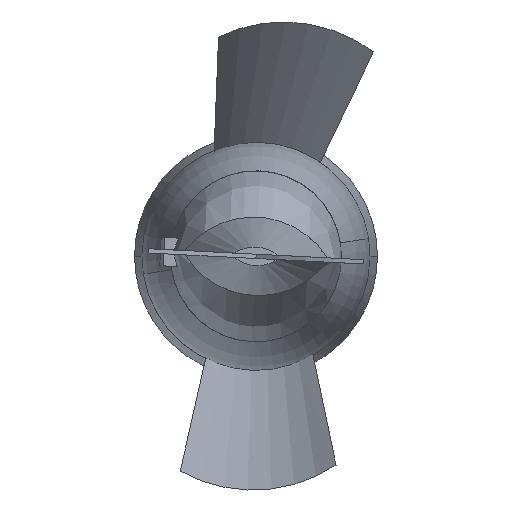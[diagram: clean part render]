
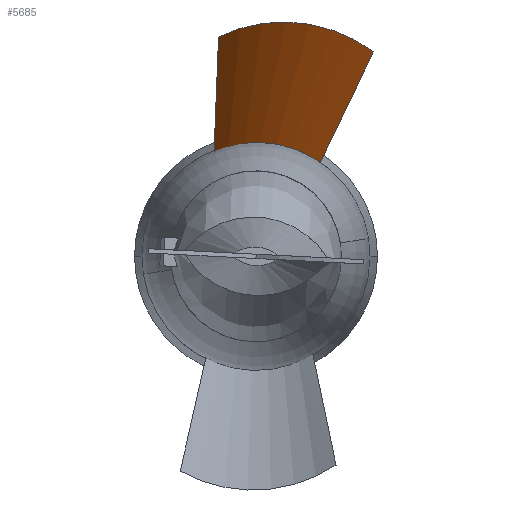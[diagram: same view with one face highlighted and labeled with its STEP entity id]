
A CAD part, left-side view. The second image highlights one B-rep face of the part: STEP entity #5685.
In plain terms, the highlighted free-form (B-spline) face has degree [3, 1] with [11, 2] control points.
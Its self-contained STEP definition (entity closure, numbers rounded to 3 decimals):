
#1 = AXIS2_PLACEMENT_3D ( 'NONE', #2681, #5166, #7641 ) ;
#38 = CARTESIAN_POINT ( 'NONE',  ( -4.059, -40.819, 110. ) ) ;
#82 = ORIENTED_EDGE ( 'NONE', *, *, #5383, .T. ) ;
#269 = CARTESIAN_POINT ( 'NONE',  ( -4.904, 34.114, 0. ) ) ;
#354 = CARTESIAN_POINT ( 'NONE',  ( 0., -32.281, 0. ) ) ;
#393 = CARTESIAN_POINT ( 'NONE',  ( -10.423, 15.112, 0. ) ) ;
#481 = CARTESIAN_POINT ( 'NONE',  ( -4.904, -23.676, 0. ) ) ;
#572 = VERTEX_POINT ( 'NONE', #1509 ) ;
#660 = ORIENTED_EDGE ( 'NONE', *, *, #5087, .T. ) ;
#914 = ORIENTED_EDGE ( 'NONE', *, *, #6878, .F. ) ;
#1010 = CARTESIAN_POINT ( 'NONE',  ( -8.34, -14.372, 0. ) ) ;
#1011 = CARTESIAN_POINT ( 'NONE',  ( -4.059, 51.391, 110. ) ) ;
#1375 = CARTESIAN_POINT ( 'NONE',  ( -15.451, 47.566, 220. ) ) ;
#1499 = CARTESIAN_POINT ( 'NONE',  ( -1.767, 39.934, 0. ) ) ;
#1502 = CARTESIAN_POINT ( 'NONE',  ( 0., 42.719, 0. ) ) ;
#1509 = CARTESIAN_POINT ( 'NONE',  ( -8.118, 60.063, 220. ) ) ;
#1537 = CARTESIAN_POINT ( 'NONE',  ( -15.451, -36.86, 220. ) ) ;
#1770 = EDGE_LOOP ( 'NONE', ( #82, #660, #6713, #914 ) ) ;
#1880 = CARTESIAN_POINT ( 'NONE',  ( 0., -32.281, 0. ) ) ;
#2093 = CARTESIAN_POINT ( 'NONE',  ( 0., 42.719, 0. ) ) ;
#2142 = CARTESIAN_POINT ( 'NONE',  ( -20.587, -23.289, 220. ) ) ;
#2186 = VERTEX_POINT ( 'NONE', #1502 ) ;
#2451 = VERTEX_POINT ( 'NONE', #1880 ) ;
#2519 = DIRECTION ( 'NONE',  ( -0.037, -0.077, 0.996 ) ) ;
#2681 = CARTESIAN_POINT ( 'NONE',  ( 75.588, 5.353, 220. ) ) ;
#2709 = CARTESIAN_POINT ( 'NONE',  ( 59.108, 5.219, 0. ) ) ;
#3082 = AXIS2_PLACEMENT_3D ( 'NONE', #2709, #5195, #7671 ) ;
#3584 = B_SPLINE_SURFACE_WITH_KNOTS ( 'NONE', 3, 1, ( 
 ( #2093, #6929 ),
 ( #1499, #5831 ),
 ( #269, #1375 ),
 ( #3846, #6312 ),
 ( #393, #5310 ),
 ( #5350, #4658 ),
 ( #4621, #7786 ),
 ( #1010, #2142 ),
 ( #481, #1537 ),
 ( #7826, #7179 ),
 ( #354, #4132 ) ),
 .UNSPECIFIED., .F., .F., .F.,
 ( 4, 1, 1, 1, 1, 1, 1, 1, 4 ),
 ( 2, 2 ),
 ( 0., 0.125, 0.25, 0.375, 0.5, 0.625, 0.75, 0.875, 1. ),
 ( 0., 1. ),
 .UNSPECIFIED. ) ;
#3671 = EDGE_CURVE ( 'NONE', #572, #6274, #7796, .T. ) ;
#3846 = CARTESIAN_POINT ( 'NONE',  ( -8.34, 24.809, 0. ) ) ;
#3883 = CIRCLE ( 'NONE', #3082, 70. ) ;
#4132 = CARTESIAN_POINT ( 'NONE',  ( -8.118, -49.357, 220. ) ) ;
#4216 = LINE ( 'NONE', #1011, #6661 ) ;
#4388 = LINE ( 'NONE', #38, #7636 ) ;
#4448 = FACE_OUTER_BOUND ( 'NONE', #1770, .T. ) ;
#4621 = CARTESIAN_POINT ( 'NONE',  ( -10.423, -4.675, 0. ) ) ;
#4658 = CARTESIAN_POINT ( 'NONE',  ( -24.762, 5.353, 220. ) ) ;
#5087 = EDGE_CURVE ( 'NONE', #2451, #6274, #4388, .T. ) ;
#5166 = DIRECTION ( 'NONE',  ( 0., 0., 1. ) ) ;
#5195 = DIRECTION ( 'NONE',  ( 0., 0., 1. ) ) ;
#5310 = CARTESIAN_POINT ( 'NONE',  ( -23.712, 19.825, 220. ) ) ;
#5350 = CARTESIAN_POINT ( 'NONE',  ( -11.127, 5.219, 0. ) ) ;
#5383 = EDGE_CURVE ( 'NONE', #2186, #2451, #3883, .T. ) ;
#5685 = ADVANCED_FACE ( 'NONE', ( #4448 ), #3584, .T. ) ;
#5831 = CARTESIAN_POINT ( 'NONE',  ( -10.758, 56.025, 220. ) ) ;
#6037 = DIRECTION ( 'NONE',  ( -0.037, 0.079, 0.996 ) ) ;
#6274 = VERTEX_POINT ( 'NONE', #6742 ) ;
#6312 = CARTESIAN_POINT ( 'NONE',  ( -20.587, 33.995, 220. ) ) ;
#6661 = VECTOR ( 'NONE', #6037, 1000. ) ;
#6713 = ORIENTED_EDGE ( 'NONE', *, *, #3671, .F. ) ;
#6742 = CARTESIAN_POINT ( 'NONE',  ( -8.118, -49.357, 220. ) ) ;
#6878 = EDGE_CURVE ( 'NONE', #2186, #572, #4216, .T. ) ;
#6929 = CARTESIAN_POINT ( 'NONE',  ( -8.118, 60.063, 220. ) ) ;
#7179 = CARTESIAN_POINT ( 'NONE',  ( -10.758, -45.319, 220. ) ) ;
#7636 = VECTOR ( 'NONE', #2519, 1000. ) ;
#7641 = DIRECTION ( 'NONE',  ( 1., 0., 0. ) ) ;
#7671 = DIRECTION ( 'NONE',  ( -1., 0., 0. ) ) ;
#7786 = CARTESIAN_POINT ( 'NONE',  ( -23.712, -9.119, 220. ) ) ;
#7796 = CIRCLE ( 'NONE', #1, 100. ) ;
#7826 = CARTESIAN_POINT ( 'NONE',  ( -1.767, -29.496, 0. ) ) ;
